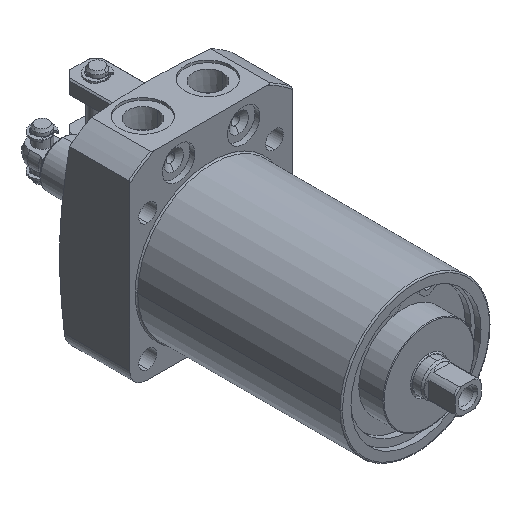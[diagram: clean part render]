
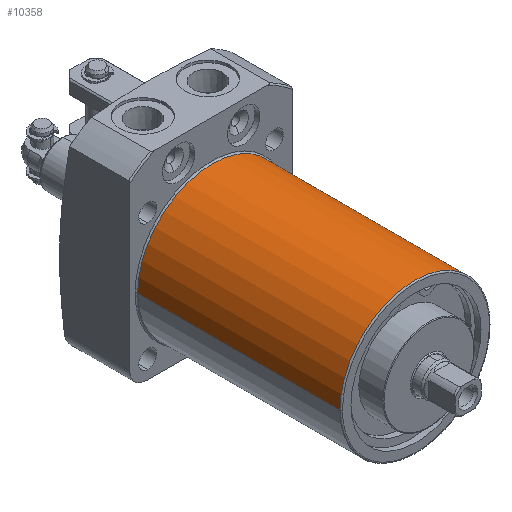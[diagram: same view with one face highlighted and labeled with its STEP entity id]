
A CAD part, isometric view. The second image highlights one B-rep face of the part: STEP entity #10358.
In plain terms, the highlighted cylindrical face has radius 23 mm (diameter 46 mm), a partial arc.
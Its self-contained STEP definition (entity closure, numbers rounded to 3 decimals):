
#26 = AXIS2_PLACEMENT_3D ( 'NONE', #8489, #8490, #8491 ) ;
#430 = EDGE_CURVE ( 'NONE', #5309, #5749, #5521, .T. ) ;
#436 = EDGE_CURVE ( 'NONE', #5749, #5895, #5898, .T. ) ;
#461 = EDGE_CURVE ( 'NONE', #5909, #5309, #5514, .T. ) ;
#1022 = EDGE_CURVE ( 'NONE', #5909, #5895, #5660, .T. ) ;
#1544 = CYLINDRICAL_SURFACE ( 'NONE', #3329, 23. ) ;
#1842 = FACE_OUTER_BOUND ( 'NONE', #12469, .T. ) ;
#2779 = AXIS2_PLACEMENT_3D ( 'NONE', #8373, #8374, #8375 ) ;
#3329 = AXIS2_PLACEMENT_3D ( 'NONE', #9747, #9728, #9727 ) ;
#5309 = VERTEX_POINT ( 'NONE', #6864 ) ;
#5514 = CIRCLE ( 'NONE', #26, 23. ) ;
#5521 = LINE ( 'NONE', #8251, #5853 ) ;
#5660 = LINE ( 'NONE', #6064, #5665 ) ;
#5665 = VECTOR ( 'NONE', #6069, 1000. ) ;
#5749 = VERTEX_POINT ( 'NONE', #6789 ) ;
#5853 = VECTOR ( 'NONE', #8248, 1000. ) ;
#5895 = VERTEX_POINT ( 'NONE', #9025 ) ;
#5898 = CIRCLE ( 'NONE', #2779, 23. ) ;
#5909 = VERTEX_POINT ( 'NONE', #9038 ) ;
#6064 = CARTESIAN_POINT ( 'NONE',  ( -23., 0., 0. ) ) ;
#6069 = DIRECTION ( 'NONE',  ( 0., 1., 0. ) ) ;
#6789 = CARTESIAN_POINT ( 'NONE',  ( 23., -24.6, 0. ) ) ;
#6864 = CARTESIAN_POINT ( 'NONE',  ( 23., -86.8, 0. ) ) ;
#8007 = ORIENTED_EDGE ( 'NONE', *, *, #1022, .F. ) ;
#8008 = ORIENTED_EDGE ( 'NONE', *, *, #436, .T. ) ;
#8009 = ORIENTED_EDGE ( 'NONE', *, *, #430, .T. ) ;
#8010 = ORIENTED_EDGE ( 'NONE', *, *, #461, .T. ) ;
#8248 = DIRECTION ( 'NONE',  ( 0., 1., 0. ) ) ;
#8251 = CARTESIAN_POINT ( 'NONE',  ( 23., 0., 0. ) ) ;
#8373 = CARTESIAN_POINT ( 'NONE',  ( 0., -24.6, 0. ) ) ;
#8374 = DIRECTION ( 'NONE',  ( 0., -1., 0. ) ) ;
#8375 = DIRECTION ( 'NONE',  ( -1., 0., 0. ) ) ;
#8489 = CARTESIAN_POINT ( 'NONE',  ( 0., -86.8, 0. ) ) ;
#8490 = DIRECTION ( 'NONE',  ( 0., 1., 0. ) ) ;
#8491 = DIRECTION ( 'NONE',  ( -1., 0., 0. ) ) ;
#9025 = CARTESIAN_POINT ( 'NONE',  ( -23., -24.6, 0. ) ) ;
#9038 = CARTESIAN_POINT ( 'NONE',  ( -23., -86.8, 0. ) ) ;
#9727 = DIRECTION ( 'NONE',  ( -1., 0., 0. ) ) ;
#9728 = DIRECTION ( 'NONE',  ( 0., 1., 0. ) ) ;
#9747 = CARTESIAN_POINT ( 'NONE',  ( 0., 0., 0. ) ) ;
#10358 = ADVANCED_FACE ( 'NONE', ( #1842 ), #1544, .T. ) ;
#12469 = EDGE_LOOP ( 'NONE', ( #8010, #8009, #8008, #8007 ) ) ;
